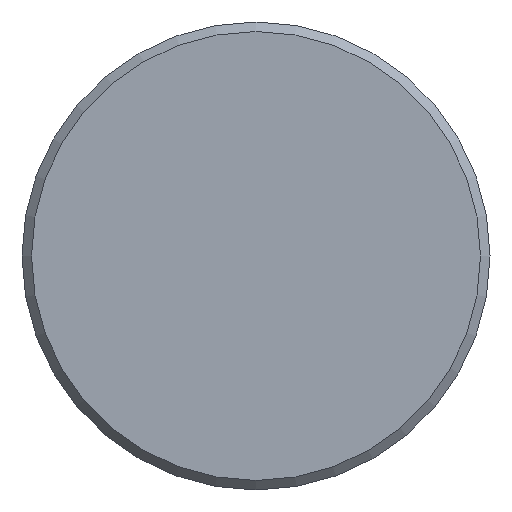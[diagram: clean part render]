
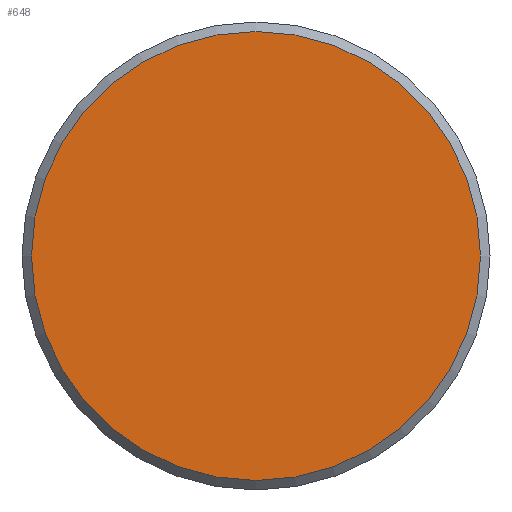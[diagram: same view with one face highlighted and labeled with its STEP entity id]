
A CAD part, left-side view. The second image highlights one B-rep face of the part: STEP entity #648.
In plain terms, the highlighted planar face has unit normal (-1, 0, 0).
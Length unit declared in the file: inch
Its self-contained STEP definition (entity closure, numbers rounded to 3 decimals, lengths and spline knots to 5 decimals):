
#15 = PLANE ( 'NONE',  #722 ) ;
#148 = ORIENTED_EDGE ( 'NONE', *, *, #405, .T. ) ;
#152 = FACE_OUTER_BOUND ( 'NONE', #515, .T. ) ;
#154 = CARTESIAN_POINT ( 'NONE',  ( -0.45101, 1.01098, 1.29225 ) ) ;
#191 = VERTEX_POINT ( 'NONE', #435 ) ;
#399 = AXIS2_PLACEMENT_3D ( 'NONE', #154, #631, #402 ) ;
#402 = DIRECTION ( 'NONE',  ( 0., 0., 1. ) ) ;
#405 = EDGE_CURVE ( 'NONE', #191, #191, #717, .T. ) ;
#435 = CARTESIAN_POINT ( 'NONE',  ( -0.45101, 1.01098, 1.86375 ) ) ;
#515 = EDGE_LOOP ( 'NONE', ( #148 ) ) ;
#571 = DIRECTION ( 'NONE',  ( -1., 0., 0. ) ) ;
#631 = DIRECTION ( 'NONE',  ( -1., 0., 0. ) ) ;
#648 = ADVANCED_FACE ( 'NONE', ( #152 ), #15, .T. ) ;
#717 = CIRCLE ( 'NONE', #399, 0.5715 ) ;
#722 = AXIS2_PLACEMENT_3D ( 'NONE', #814, #571, #882 ) ;
#814 = CARTESIAN_POINT ( 'NONE',  ( -0.45101, 1.61248, 1.29225 ) ) ;
#882 = DIRECTION ( 'NONE',  ( 0., 0., 1. ) ) ;
